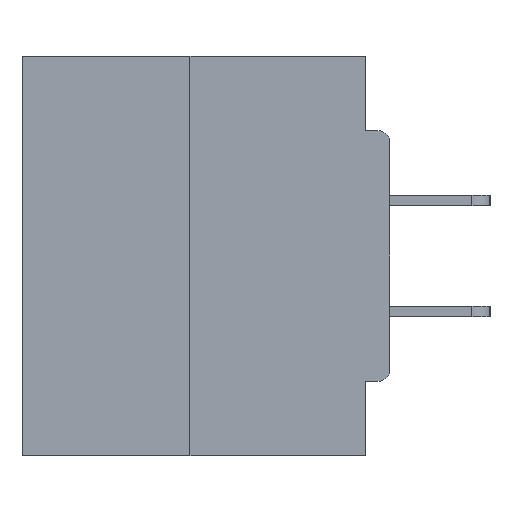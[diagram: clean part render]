
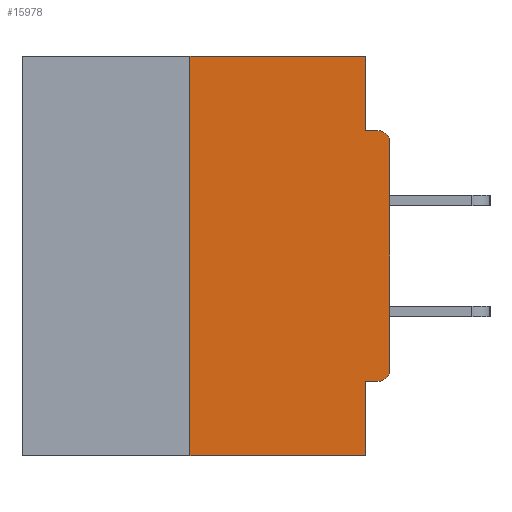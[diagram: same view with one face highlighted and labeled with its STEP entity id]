
A CAD part, left-side view. The second image highlights one B-rep face of the part: STEP entity #15978.
In plain terms, the highlighted planar face has unit normal (-1, 0, 0).
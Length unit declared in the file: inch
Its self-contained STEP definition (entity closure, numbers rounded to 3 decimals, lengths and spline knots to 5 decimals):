
#944 = VERTEX_POINT ( 'NONE', #33463 ) ;
#1635 = EDGE_CURVE ( 'NONE', #944, #4203, #29209, .T. ) ;
#2019 = VECTOR ( 'NONE', #27287, 39.37008 ) ;
#2175 = CARTESIAN_POINT ( 'NONE',  ( 0., 0.031, -0.5 ) ) ;
#3772 = LINE ( 'NONE', #17127, #16965 ) ;
#3790 = ORIENTED_EDGE ( 'NONE', *, *, #22639, .F. ) ;
#4203 = VERTEX_POINT ( 'NONE', #33760 ) ;
#4241 = CARTESIAN_POINT ( 'NONE',  ( 0., 0.46, -0.5 ) ) ;
#4380 = VERTEX_POINT ( 'NONE', #29404 ) ;
#5203 = AXIS2_PLACEMENT_3D ( 'NONE', #7525, #18106, #10293 ) ;
#5349 = VERTEX_POINT ( 'NONE', #11645 ) ;
#5434 = CARTESIAN_POINT ( 'NONE',  ( 0., 0.25, 0. ) ) ;
#5593 = ORIENTED_EDGE ( 'NONE', *, *, #21305, .T. ) ;
#6161 = DIRECTION ( 'NONE',  ( 0., 0., -1. ) ) ;
#6343 = ORIENTED_EDGE ( 'NONE', *, *, #21757, .F. ) ;
#6744 = CARTESIAN_POINT ( 'NONE',  ( 0., 0.46, 0. ) ) ;
#7525 = CARTESIAN_POINT ( 'NONE',  ( 0., 0.015, -0.1085 ) ) ;
#7632 = EDGE_LOOP ( 'NONE', ( #6343, #10838, #8872, #3790, #23710, #25084, #9046, #5593, #29649, #20323 ) ) ;
#7720 = CARTESIAN_POINT ( 'NONE',  ( 0., 0., -0.1085 ) ) ;
#7727 = CARTESIAN_POINT ( 'NONE',  ( 0., 0.031, 0. ) ) ;
#8128 = VERTEX_POINT ( 'NONE', #10498 ) ;
#8243 = VERTEX_POINT ( 'NONE', #7720 ) ;
#8602 = VECTOR ( 'NONE', #28361, 39.37008 ) ;
#8709 = VERTEX_POINT ( 'NONE', #23391 ) ;
#8872 = ORIENTED_EDGE ( 'NONE', *, *, #24046, .T. ) ;
#9046 = ORIENTED_EDGE ( 'NONE', *, *, #27323, .T. ) ;
#9312 = DIRECTION ( 'NONE',  ( 0., -1., 0. ) ) ;
#10293 = DIRECTION ( 'NONE',  ( 0., 0., -1. ) ) ;
#10498 = CARTESIAN_POINT ( 'NONE',  ( 0., 0.015, -0.0935 ) ) ;
#10555 = AXIS2_PLACEMENT_3D ( 'NONE', #15052, #12628, #14714 ) ;
#10838 = ORIENTED_EDGE ( 'NONE', *, *, #1635, .F. ) ;
#11645 = CARTESIAN_POINT ( 'NONE',  ( 0., 0.031, -0.4065 ) ) ;
#11835 = CIRCLE ( 'NONE', #5203, 0.015 ) ;
#12444 = VECTOR ( 'NONE', #14021, 39.37008 ) ;
#12628 = DIRECTION ( 'NONE',  ( -1., 0., 0. ) ) ;
#13268 = CARTESIAN_POINT ( 'NONE',  ( 0., 0.031, 0. ) ) ;
#13340 = CIRCLE ( 'NONE', #10555, 0.015 ) ;
#13871 = AXIS2_PLACEMENT_3D ( 'NONE', #28391, #30473, #30969 ) ;
#14021 = DIRECTION ( 'NONE',  ( 0., -1., 0. ) ) ;
#14714 = DIRECTION ( 'NONE',  ( 0., 0., -1. ) ) ;
#15052 = CARTESIAN_POINT ( 'NONE',  ( 0., 0.015, -0.3915 ) ) ;
#15815 = DIRECTION ( 'NONE',  ( 0., 1., 0. ) ) ;
#15873 = DIRECTION ( 'NONE',  ( 0., 0., -1. ) ) ;
#15978 = ADVANCED_FACE ( 'NONE', ( #25110 ), #19723, .F. ) ;
#16848 = VERTEX_POINT ( 'NONE', #2175 ) ;
#16894 = LINE ( 'NONE', #27501, #26848 ) ;
#16910 = DIRECTION ( 'NONE',  ( 0., 0., 1. ) ) ;
#16965 = VECTOR ( 'NONE', #9312, 39.37008 ) ;
#16967 = VERTEX_POINT ( 'NONE', #13268 ) ;
#16988 = VERTEX_POINT ( 'NONE', #21406 ) ;
#17087 = VECTOR ( 'NONE', #15815, 39.37008 ) ;
#17127 = CARTESIAN_POINT ( 'NONE',  ( 0., 0., -0.0935 ) ) ;
#18106 = DIRECTION ( 'NONE',  ( -1., 0., 0. ) ) ;
#18206 = EDGE_CURVE ( 'NONE', #8709, #16988, #13340, .T. ) ;
#19723 = PLANE ( 'NONE',  #13871 ) ;
#20323 = ORIENTED_EDGE ( 'NONE', *, *, #29372, .F. ) ;
#20869 = LINE ( 'NONE', #23135, #17087 ) ;
#21305 = EDGE_CURVE ( 'NONE', #8243, #8128, #11835, .T. ) ;
#21406 = CARTESIAN_POINT ( 'NONE',  ( 0., 0., -0.3915 ) ) ;
#21757 = EDGE_CURVE ( 'NONE', #4203, #16967, #32926, .T. ) ;
#22639 = EDGE_CURVE ( 'NONE', #5349, #16848, #16894, .T. ) ;
#23135 = CARTESIAN_POINT ( 'NONE',  ( 0., 0., -0.4065 ) ) ;
#23391 = CARTESIAN_POINT ( 'NONE',  ( 0., 0.015, -0.4065 ) ) ;
#23710 = ORIENTED_EDGE ( 'NONE', *, *, #32660, .F. ) ;
#24046 = EDGE_CURVE ( 'NONE', #944, #16848, #31111, .T. ) ;
#24759 = VECTOR ( 'NONE', #15873, 39.37008 ) ;
#25084 = ORIENTED_EDGE ( 'NONE', *, *, #18206, .T. ) ;
#25110 = FACE_OUTER_BOUND ( 'NONE', #7632, .T. ) ;
#26848 = VECTOR ( 'NONE', #6161, 39.37008 ) ;
#27287 = DIRECTION ( 'NONE',  ( 0., 0., 1. ) ) ;
#27323 = EDGE_CURVE ( 'NONE', #16988, #8243, #30111, .T. ) ;
#27501 = CARTESIAN_POINT ( 'NONE',  ( 0., 0.031, -0.5 ) ) ;
#28361 = DIRECTION ( 'NONE',  ( 0., -1., 0. ) ) ;
#28391 = CARTESIAN_POINT ( 'NONE',  ( 0., 0.46, 0. ) ) ;
#28914 = LINE ( 'NONE', #7727, #24759 ) ;
#29066 = EDGE_CURVE ( 'NONE', #4380, #8128, #3772, .T. ) ;
#29209 = LINE ( 'NONE', #5434, #2019 ) ;
#29372 = EDGE_CURVE ( 'NONE', #16967, #4380, #28914, .T. ) ;
#29404 = CARTESIAN_POINT ( 'NONE',  ( 0., 0.031, -0.0935 ) ) ;
#29649 = ORIENTED_EDGE ( 'NONE', *, *, #29066, .F. ) ;
#30111 = LINE ( 'NONE', #32877, #30923 ) ;
#30473 = DIRECTION ( 'NONE',  ( 1., 0., 0. ) ) ;
#30923 = VECTOR ( 'NONE', #16910, 39.37008 ) ;
#30969 = DIRECTION ( 'NONE',  ( 0., 0., -1. ) ) ;
#31111 = LINE ( 'NONE', #4241, #8602 ) ;
#32660 = EDGE_CURVE ( 'NONE', #8709, #5349, #20869, .T. ) ;
#32877 = CARTESIAN_POINT ( 'NONE',  ( 0., 0., 0. ) ) ;
#32926 = LINE ( 'NONE', #6744, #12444 ) ;
#33463 = CARTESIAN_POINT ( 'NONE',  ( 0., 0.25, -0.5 ) ) ;
#33760 = CARTESIAN_POINT ( 'NONE',  ( 0., 0.25, 0. ) ) ;
